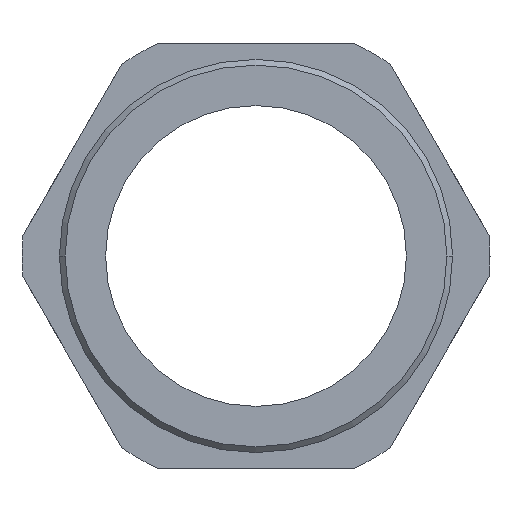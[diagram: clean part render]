
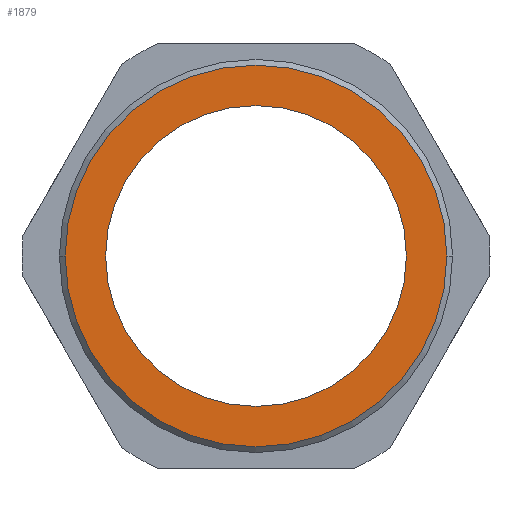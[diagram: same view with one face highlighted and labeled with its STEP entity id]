
A CAD part, front view. The second image highlights one B-rep face of the part: STEP entity #1879.
In plain terms, the highlighted planar face has unit normal (0, -1, 0).
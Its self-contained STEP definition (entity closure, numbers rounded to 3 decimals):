
#640=CARTESIAN_POINT('',(0.,0.,0.));
#641=DIRECTION('',(0.,-1.,0.));
#642=DIRECTION('',(1.,0.,0.));
#643=AXIS2_PLACEMENT_3D('',#640,#641,#642);
#645=CARTESIAN_POINT('',(0.,0.,0.));
#646=DIRECTION('',(0.,-1.,0.));
#647=DIRECTION('',(-1.,0.,0.));
#648=AXIS2_PLACEMENT_3D('',#645,#646,#647);
#650=CARTESIAN_POINT('',(0.,0.,0.));
#651=DIRECTION('',(0.,1.,0.));
#652=DIRECTION('',(1.,0.,0.));
#653=AXIS2_PLACEMENT_3D('',#650,#651,#652);
#655=CARTESIAN_POINT('',(0.,0.,0.));
#656=DIRECTION('',(0.,1.,0.));
#657=DIRECTION('',(-1.,0.,0.));
#658=AXIS2_PLACEMENT_3D('',#655,#656,#657);
#1098=CARTESIAN_POINT('',(30.58,0.,0.));
#1099=VERTEX_POINT('',#1098);
#1100=CARTESIAN_POINT('',(-30.58,0.,0.));
#1101=VERTEX_POINT('',#1100);
#1158=CARTESIAN_POINT('',(24.1,0.,0.));
#1159=VERTEX_POINT('',#1158);
#1160=CARTESIAN_POINT('',(-24.1,0.,0.));
#1161=VERTEX_POINT('',#1160);
#1864=CARTESIAN_POINT('',(24.1,0.,0.));
#1865=DIRECTION('',(0.,-1.,0.));
#1866=DIRECTION('',(1.,0.,0.));
#1867=AXIS2_PLACEMENT_3D('',#1864,#1865,#1866);
#1868=PLANE('',#1867);
#1870=ORIENTED_EDGE('',*,*,#1869,.F.);
#1872=ORIENTED_EDGE('',*,*,#1871,.F.);
#1873=EDGE_LOOP('',(#1870,#1872));
#1874=FACE_OUTER_BOUND('',#1873,.F.);
#1875=ORIENTED_EDGE('',*,*,#1810,.F.);
#1876=ORIENTED_EDGE('',*,*,#1832,.F.);
#1877=EDGE_LOOP('',(#1875,#1876));
#1878=FACE_BOUND('',#1877,.F.);
#1879=ADVANCED_FACE('',(#1874,#1878),#1868,.T.);
#644=CIRCLE('',#643,30.58);
#649=CIRCLE('',#648,30.58);
#654=CIRCLE('',#653,24.1);
#659=CIRCLE('',#658,24.1);
#1810=EDGE_CURVE('',#1159,#1161,#654,.T.);
#1832=EDGE_CURVE('',#1161,#1159,#659,.T.);
#1869=EDGE_CURVE('',#1099,#1101,#644,.T.);
#1871=EDGE_CURVE('',#1101,#1099,#649,.T.);
